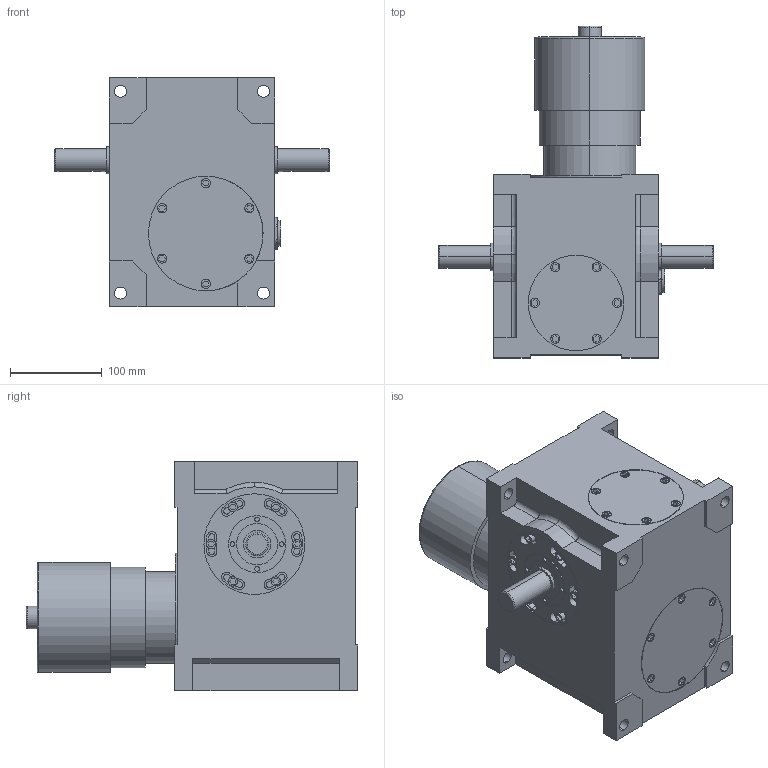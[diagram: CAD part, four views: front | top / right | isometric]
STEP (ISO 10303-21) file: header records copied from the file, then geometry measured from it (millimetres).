
FILE_DESCRIPTION (( 'STEP AP203' ), '1' );
FILE_NAME ('MF080-1.STEP', '2025-06-14T07:05:09', ( '' ), ( '' ), 'SwSTEP 2.0', 'SolidWorks 2018', '' );
FILE_SCHEMA (( 'CONFIG_CONTROL_DESIGN' ));
Length unit declared in the file: millimetre
Products named in the file (1): MF080-1
Bounding box: 300 x 362 x 250.5 mm (x, y, z)
Volume: 9702302.1 mm3; surface area: 370180 mm2
Topology: 1 solids, 1 shells, 831 faces, 2083 edges, 1361 vertices
Faces by surface type: plane 489, cylinder 319, torus 15, cone 8
Entity records: 25652 total; most frequent: CARTESIAN_POINT 4868, DIRECTION 4501, ORIENTED_EDGE 4158, EDGE_CURVE 2079, AXIS2_PLACEMENT_3D 1602, VERTEX_POINT 1361, LINE 1297, VECTOR 1297
